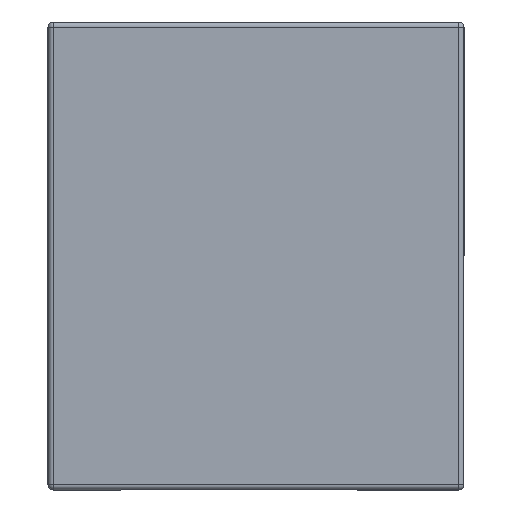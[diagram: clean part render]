
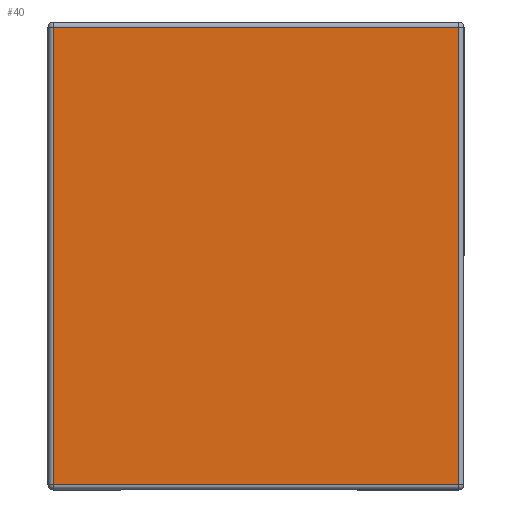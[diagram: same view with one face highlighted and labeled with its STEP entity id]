
A CAD part, left-side view. The second image highlights one B-rep face of the part: STEP entity #40.
In plain terms, the highlighted planar face has unit normal (-1, 0, 0).
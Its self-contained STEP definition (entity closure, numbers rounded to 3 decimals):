
#10 = EDGE_CURVE ( 'NONE', #1598, #1582, #190, .T. ) ;
#11 = EDGE_CURVE ( 'NONE', #1582, #1629, #184, .T. ) ;
#12 = EDGE_CURVE ( 'NONE', #1629, #1621, #194, .T. ) ;
#13 = EDGE_CURVE ( 'NONE', #1621, #1598, #196, .T. ) ;
#40 = ADVANCED_FACE ( 'NONE', ( #683 ), #496, .T. ) ;
#98 = EDGE_LOOP ( 'NONE', ( #1559, #1560, #1561, #1562 ) ) ;
#184 = LINE ( 'NONE', #1679, #195 ) ;
#190 = LINE ( 'NONE', #1669, #193 ) ;
#193 = VECTOR ( 'NONE', #1686, 1000. ) ;
#194 = LINE ( 'NONE', #1664, #197 ) ;
#195 = VECTOR ( 'NONE', #1667, 1000. ) ;
#196 = LINE ( 'NONE', #1665, #199 ) ;
#197 = VECTOR ( 'NONE', #1663, 1000. ) ;
#199 = VECTOR ( 'NONE', #1666, 1000. ) ;
#496 = PLANE ( 'NONE',  #772 ) ;
#515 = CARTESIAN_POINT ( 'NONE',  ( -1., 0., 0. ) ) ;
#516 = DIRECTION ( 'NONE',  ( -1., 0., 0. ) ) ;
#517 = DIRECTION ( 'NONE',  ( 0., 0., 1. ) ) ;
#683 = FACE_OUTER_BOUND ( 'NONE', #98, .T. ) ;
#772 = AXIS2_PLACEMENT_3D ( 'NONE', #515, #516, #517 ) ;
#1393 = CARTESIAN_POINT ( 'NONE',  ( -1., 0.585, 1.335 ) ) ;
#1413 = CARTESIAN_POINT ( 'NONE',  ( -1., -0.585, 1.335 ) ) ;
#1436 = CARTESIAN_POINT ( 'NONE',  ( -1., -0.585, 0.015 ) ) ;
#1443 = CARTESIAN_POINT ( 'NONE',  ( -1., 0.585, 0.015 ) ) ;
#1559 = ORIENTED_EDGE ( 'NONE', *, *, #10, .T. ) ;
#1560 = ORIENTED_EDGE ( 'NONE', *, *, #11, .T. ) ;
#1561 = ORIENTED_EDGE ( 'NONE', *, *, #12, .T. ) ;
#1562 = ORIENTED_EDGE ( 'NONE', *, *, #13, .T. ) ;
#1582 = VERTEX_POINT ( 'NONE', #1393 ) ;
#1598 = VERTEX_POINT ( 'NONE', #1413 ) ;
#1621 = VERTEX_POINT ( 'NONE', #1436 ) ;
#1629 = VERTEX_POINT ( 'NONE', #1443 ) ;
#1663 = DIRECTION ( 'NONE',  ( 0., -1., 0. ) ) ;
#1664 = CARTESIAN_POINT ( 'NONE',  ( -1., -0.6, 0.015 ) ) ;
#1665 = CARTESIAN_POINT ( 'NONE',  ( -1., -0.585, 1.35 ) ) ;
#1666 = DIRECTION ( 'NONE',  ( 0., 0., 1. ) ) ;
#1667 = DIRECTION ( 'NONE',  ( 0., 0., -1. ) ) ;
#1669 = CARTESIAN_POINT ( 'NONE',  ( -1., 0.6, 1.335 ) ) ;
#1679 = CARTESIAN_POINT ( 'NONE',  ( -1., 0.585, 0. ) ) ;
#1686 = DIRECTION ( 'NONE',  ( 0., 1., 0. ) ) ;
